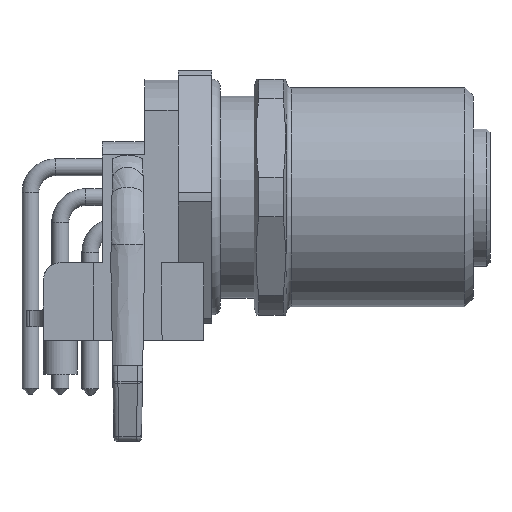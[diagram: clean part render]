
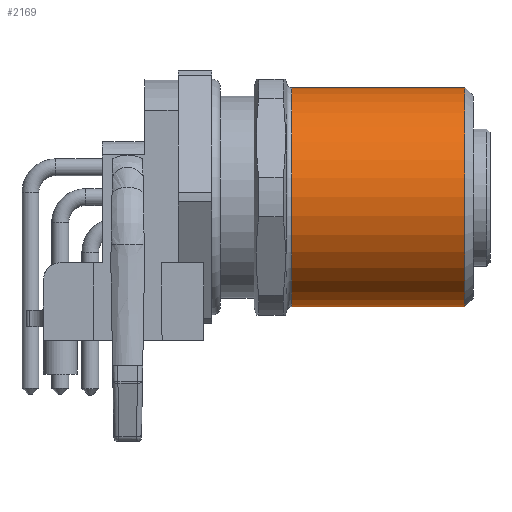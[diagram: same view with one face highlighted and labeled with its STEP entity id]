
A CAD part, left-side view. The second image highlights one B-rep face of the part: STEP entity #2169.
In plain terms, the highlighted cylindrical face has radius 6.5 mm (diameter 13 mm), a full revolution.
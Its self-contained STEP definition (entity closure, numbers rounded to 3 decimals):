
#2169=ADVANCED_FACE('',(#2471,#2472),#2390,.T.);
#2390=CYLINDRICAL_SURFACE('',#6846,6.5);
#2471=FACE_BOUND('',#2782,.T.);
#2472=FACE_BOUND('',#2783,.T.);
#2782=EDGE_LOOP('',(#4033));
#2783=EDGE_LOOP('',(#4034));
#4033=ORIENTED_EDGE('',*,*,#5932,.T.);
#4034=ORIENTED_EDGE('',*,*,#5933,.T.);
#5140=VERTEX_POINT('',#10870);
#5141=VERTEX_POINT('',#10872);
#5932=EDGE_CURVE('',#5140,#5140,#6413,.T.);
#5933=EDGE_CURVE('',#5141,#5141,#6414,.T.);
#6413=CIRCLE('',#6844,6.5);
#6414=CIRCLE('',#6845,6.5);
#6844=AXIS2_PLACEMENT_3D('',#10869,#8041,#8042);
#6845=AXIS2_PLACEMENT_3D('',#10871,#8043,#8044);
#6846=AXIS2_PLACEMENT_3D('',#10873,#8045,#8046);
#8041=DIRECTION('',(0.,-1.,0.));
#8042=DIRECTION('',(-0.5,0.,0.866));
#8043=DIRECTION('',(0.,1.,0.));
#8044=DIRECTION('',(0.5,0.,-0.866));
#8045=DIRECTION('',(0.,-1.,0.));
#8046=DIRECTION('',(0.5,0.,-0.866));
#10869=CARTESIAN_POINT('',(0.,-6.73,0.));
#10870=CARTESIAN_POINT('',(-3.25,-6.73,5.629));
#10871=CARTESIAN_POINT('',(0.,-17.,0.));
#10872=CARTESIAN_POINT('',(3.25,-17.,-5.629));
#10873=CARTESIAN_POINT('',(0.,-17.5,0.));
